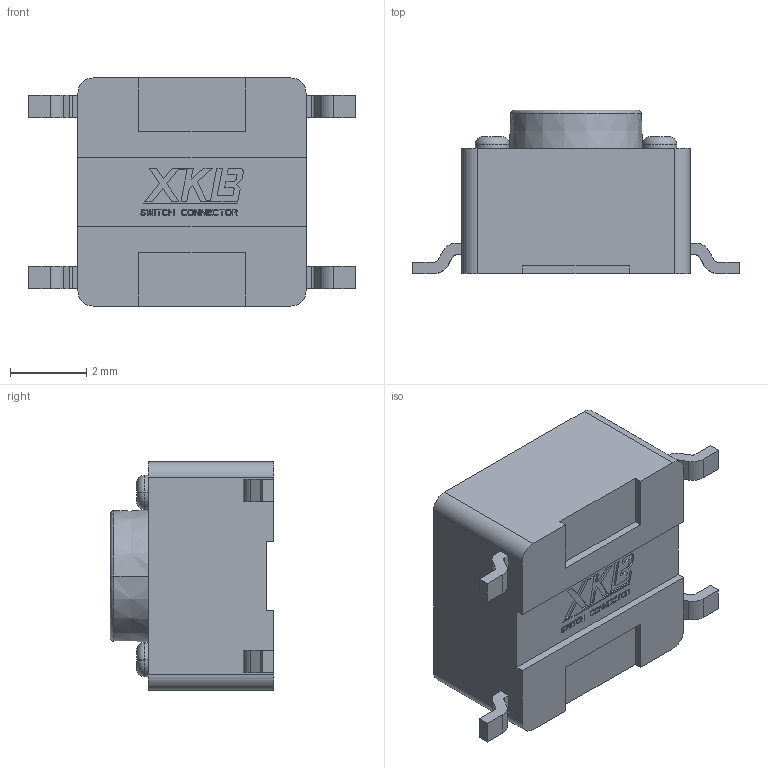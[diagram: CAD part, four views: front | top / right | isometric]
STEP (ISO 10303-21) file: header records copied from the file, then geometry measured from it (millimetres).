
FILE_DESCRIPTION(('STEP AP214'),'1');
FILE_NAME('ts-1102s-a-a-r.stp','2022-08-24T14:02:52',('TraceParts'),('TraceParts S.A.'),'Spatial InterOp 3D',' ',' ');
FILE_SCHEMA(('AUTOMOTIVE_DESIGN { 1 0 10303 214 1 1 1 1 }'));
Length unit declared in the file: millimetre
Products named in the file (1): ts-1102s-a-a-r
Bounding box: 8.6 x 4.3 x 6 mm (x, y, z)
Volume: 125.7 mm3; surface area: 176.6 mm2
Topology: 1 solids, 1 shells, 545 faces, 1532 edges, 1018 vertices
Faces by surface type: plane 489, cylinder 34, torus 20, cone 2
Entity records: 17323 total; most frequent: CARTESIAN_POINT 3096, ORIENTED_EDGE 3064, DIRECTION 2746, EDGE_CURVE 1532, LINE 1410, VECTOR 1410, VERTEX_POINT 1018, AXIS2_PLACEMENT_3D 668
